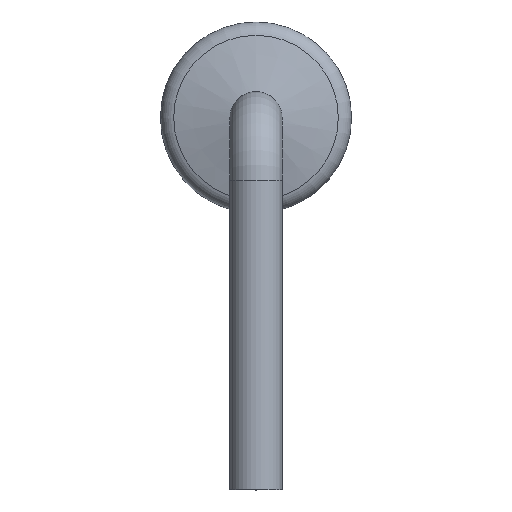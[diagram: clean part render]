
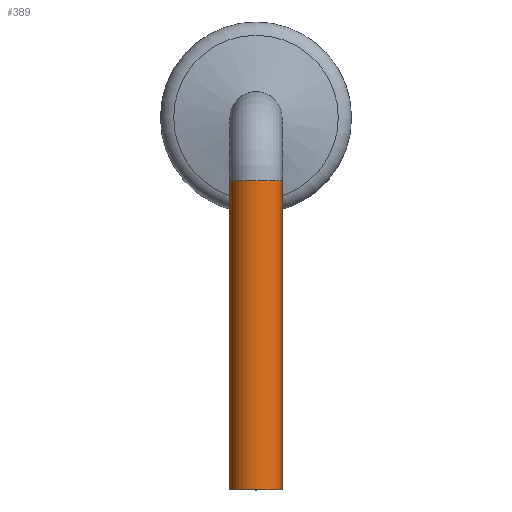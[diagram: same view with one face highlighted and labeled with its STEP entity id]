
A CAD part, left-side view. The second image highlights one B-rep face of the part: STEP entity #389.
In plain terms, the highlighted cylindrical face has radius 0.258 mm (diameter 0.517 mm), a full revolution.
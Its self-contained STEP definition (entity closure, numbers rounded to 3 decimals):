
#38=FACE_OUTER_BOUND('',#65,.T.);
#65=EDGE_LOOP('',(#288,#289,#290,#291,#292));
#90=LINE('',#686,#109);
#109=VECTOR('',#553,0.258);
#134=CIRCLE('',#447,0.258);
#135=CIRCLE('',#448,0.258);
#136=CIRCLE('',#449,0.258);
#169=VERTEX_POINT('',#683);
#170=VERTEX_POINT('',#685);
#171=VERTEX_POINT('',#687);
#210=EDGE_CURVE('',#169,#169,#134,.T.);
#211=EDGE_CURVE('',#169,#170,#90,.T.);
#212=EDGE_CURVE('',#170,#171,#135,.T.);
#213=EDGE_CURVE('',#171,#170,#136,.T.);
#288=ORIENTED_EDGE('',*,*,#210,.F.);
#289=ORIENTED_EDGE('',*,*,#211,.T.);
#290=ORIENTED_EDGE('',*,*,#212,.T.);
#291=ORIENTED_EDGE('',*,*,#213,.T.);
#292=ORIENTED_EDGE('',*,*,#211,.F.);
#359=CYLINDRICAL_SURFACE('',#446,0.258);
#389=ADVANCED_FACE('',(#38),#359,.T.);
#446=AXIS2_PLACEMENT_3D('',#682,#549,#550);
#447=AXIS2_PLACEMENT_3D('',#684,#551,#552);
#448=AXIS2_PLACEMENT_3D('',#688,#554,#555);
#449=AXIS2_PLACEMENT_3D('',#689,#556,#557);
#549=DIRECTION('center_axis',(0.,0.,-1.));
#550=DIRECTION('ref_axis',(1.,0.,0.));
#551=DIRECTION('center_axis',(0.,0.,-1.));
#552=DIRECTION('ref_axis',(1.,0.,0.));
#553=DIRECTION('',(0.,0.,1.));
#554=DIRECTION('center_axis',(0.,0.,-1.));
#555=DIRECTION('ref_axis',(1.,0.,0.));
#556=DIRECTION('center_axis',(0.,0.,-1.));
#557=DIRECTION('ref_axis',(1.,0.,0.));
#682=CARTESIAN_POINT('Origin',(-3.,0.,0.325));
#683=CARTESIAN_POINT('',(-3.258,0.,-2.75));
#684=CARTESIAN_POINT('Origin',(-3.,0.,-2.75));
#685=CARTESIAN_POINT('',(-3.258,0.,0.325));
#686=CARTESIAN_POINT('',(-3.258,0.,0.325));
#687=CARTESIAN_POINT('',(-2.742,0.,0.325));
#688=CARTESIAN_POINT('Origin',(-3.,0.,0.325));
#689=CARTESIAN_POINT('Origin',(-3.,0.,0.325));
